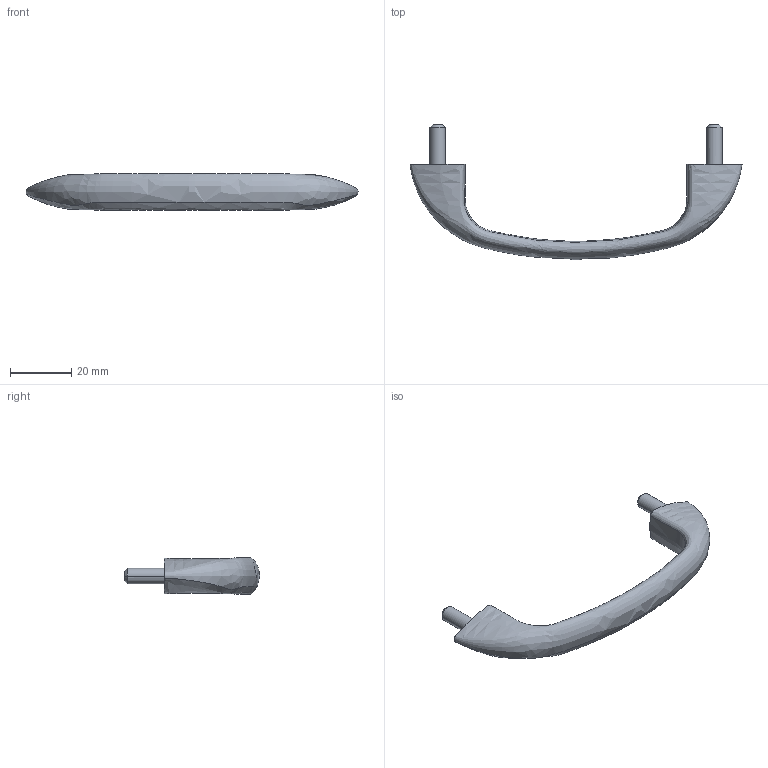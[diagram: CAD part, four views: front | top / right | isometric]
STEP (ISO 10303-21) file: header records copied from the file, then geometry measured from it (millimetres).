
FILE_DESCRIPTION((''),'2;1');
FILE_NAME('','2005-10-07T11:42:09',(''),(''),'','CADfix','');
FILE_SCHEMA(('AUTOMOTIVE_DESIGN'));
Length unit declared in the file: millimetre
Products named in the file (3): screw; pull; THA_102_1_26457_36
Assembly tree (3 placements, depth 2):
  THA_102_1_26457_36
    screw  x2
    pull
Bounding box: 108 x 44 x 12.01 mm (x, y, z)
Volume: 10224.8 mm3; surface area: 5457 mm2
Topology: 3 solids, 3 shells, 22 faces, 70 edges, 56 vertices
Faces by surface type: bspline 22
Entity records: 2798 total; most frequent: CARTESIAN_POINT 2424, ORIENTED_EDGE 106, EDGE_CURVE 53, VERTEX_POINT 43, DIRECTION 18, EDGE_LOOP 18, FACE_OUTER_BOUND 16, ADVANCED_FACE 16
